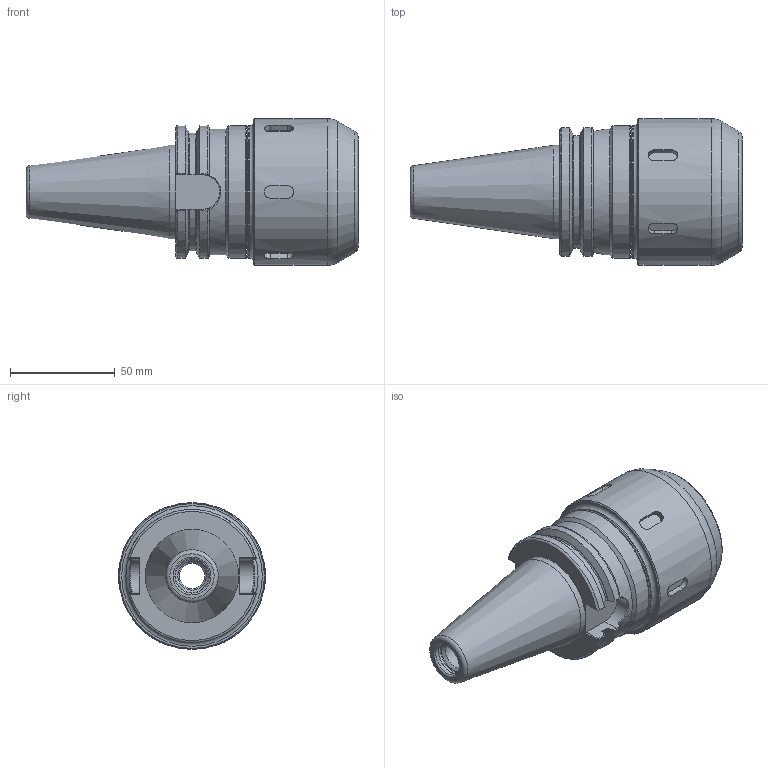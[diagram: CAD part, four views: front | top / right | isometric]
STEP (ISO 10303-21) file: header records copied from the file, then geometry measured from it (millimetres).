
FILE_DESCRIPTION(/* description */ (''),/* implementation_level */ '2;1');
FILE_NAME(/* name */ 'CAT40-MC125-0354.stp',/* time_stamp */ '2019-06-11T11:08:55-05:00',/* author */ ('ldfli'),/* organization */ ('Pioneer N.A.'),/* preprocessor_version */ 'ST-DEVELOPER v18',/* originating_system */ 'Autodesk Inventor LT',/* authorisation */ '');
FILE_SCHEMA (('AUTOMOTIVE_DESIGN { 1 0 10303 214 3 1 1 }'));
Length unit declared in the file: millimetre
Products named in the file (1): CAT40-MC125-0354
Bounding box: 158.25 x 70 x 70 mm (x, y, z)
Volume: 258467.2 mm3; surface area: 64539.7 mm2
Topology: 2 solids, 2 shells, 277 faces, 797 edges, 540 vertices
Faces by surface type: plane 115, cylinder 77, bspline 38, torus 27, cone 20
Full cylindrical faces by diameter (mm): 10 x1, 12 x1, 13.494 x1, 13.835 x1, 16.3 x1, 16.8 x1, 38.5 x1, 39 x1, 40.5 x2, 44.45 x1, 60 x1, 63 x2, 70 x1
Entity records: 10524 total; most frequent: CARTESIAN_POINT 3312, ORIENTED_EDGE 1594, DIRECTION 1416, EDGE_CURVE 797, VERTEX_POINT 540, AXIS2_PLACEMENT_3D 516, LINE 384, VECTOR 384
